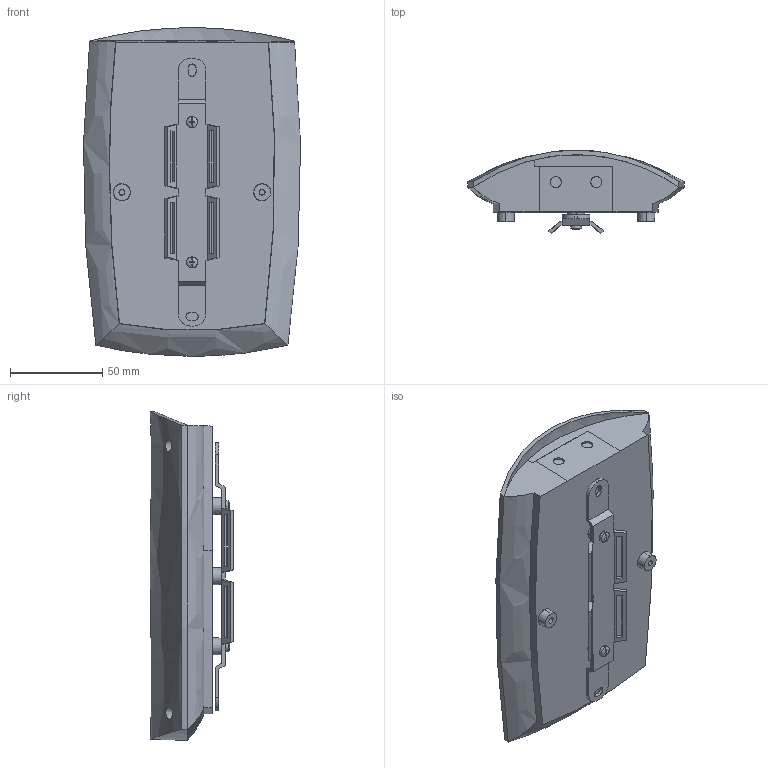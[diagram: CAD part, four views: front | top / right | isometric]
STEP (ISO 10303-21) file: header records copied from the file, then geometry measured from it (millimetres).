
FILE_DESCRIPTION (( 'STEP AP203' ), '1' );
FILE_NAME ('929221.step', '2021-03-03T20:12:00', ( '' ), ( '' ), 'SwSTEP 2.0', 'SolidWorks 2019', '' );
FILE_SCHEMA (( 'CONFIG_CONTROL_DESIGN' ));
Length unit declared in the file: inch
Products named in the file (1): 929221
Bounding box: 117.56 x 45.12 x 178.17 mm (x, y, z)
Volume: 498695.1 mm3; surface area: 57046.5 mm2
Topology: 1 solids, 1 shells, 239 faces, 690 edges, 470 vertices
Faces by surface type: plane 149, bspline 36, cone 29, cylinder 25
Entity records: 20228 total; most frequent: CARTESIAN_POINT 14681, ORIENTED_EDGE 1380, DIRECTION 719, EDGE_CURVE 690, VERTEX_POINT 470, B_SPLINE_CURVE_WITH_KNOTS 397, VECTOR 275, LINE 275
